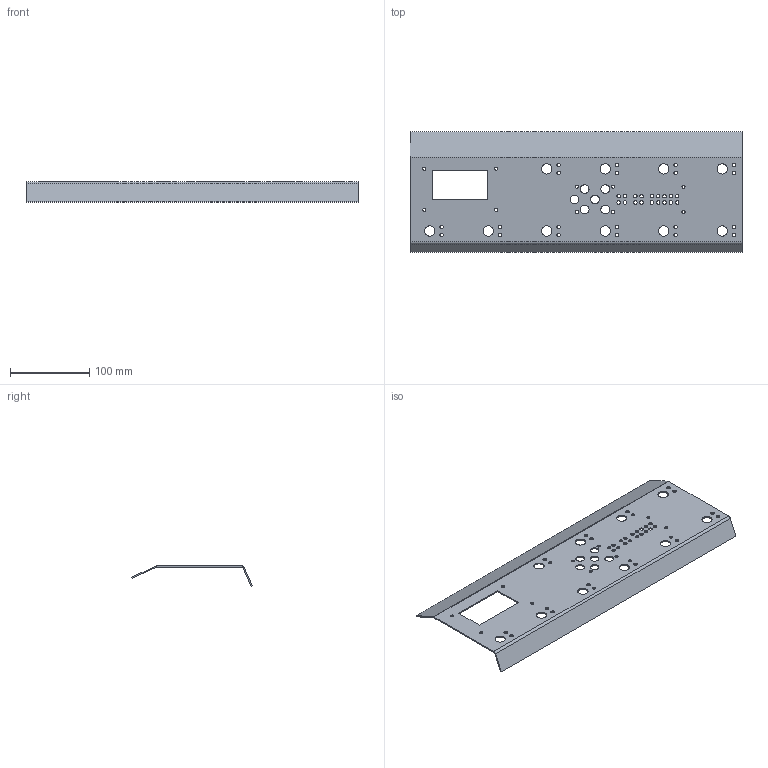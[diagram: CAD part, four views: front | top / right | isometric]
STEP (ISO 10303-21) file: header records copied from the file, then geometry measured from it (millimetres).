
FILE_DESCRIPTION(('FreeCAD Model'),'2;1');
FILE_NAME('Open CASCADE Shape Model','2023-01-17T21:16:12',(''),(''), 'Open CASCADE STEP processor 7.6','FreeCAD','Unknown');
FILE_SCHEMA(('AUTOMOTIVE_DESIGN { 1 0 10303 214 1 1 1 1 }'));
Length unit declared in the file: millimetre
Products named in the file (1): Body001
Bounding box: 420 x 152.44 x 25.53 mm (x, y, z)
Volume: 99248.2 mm3; surface area: 136338.4 mm2
Topology: 1 solids, 1 shells, 90 faces, 248 edges, 160 vertices
Faces by surface type: cylinder 68, plane 22
Full cylindrical faces by diameter (mm): 4 x10, 4.5 x38, 11 x6, 13 x10
Entity records: 3202 total; most frequent: DIRECTION 566, CARTESIAN_POINT 499, ORIENTED_EDGE 496, EDGE_CURVE 248, AXIS2_PLACEMENT_3D 227, FACE_BOUND 220, EDGE_LOOP 220, VERTEX_POINT 160
